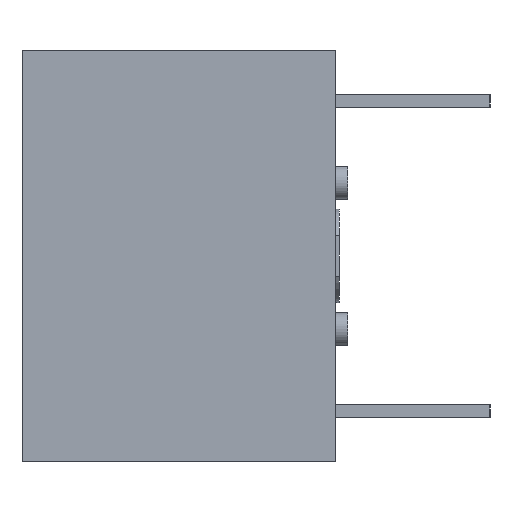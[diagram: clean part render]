
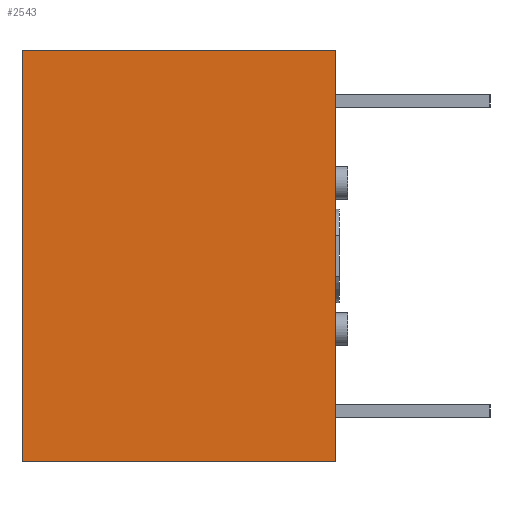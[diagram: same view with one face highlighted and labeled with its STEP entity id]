
A CAD part, left-side view. The second image highlights one B-rep face of the part: STEP entity #2543.
In plain terms, the highlighted planar face has unit normal (-1, 0, 0).
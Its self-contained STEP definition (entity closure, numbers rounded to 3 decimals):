
#866 = CARTESIAN_POINT ( 'NONE',  ( -1.21, 0.3, -8.86 ) ) ;
#920 = LINE ( 'NONE', #921, #922 ) ;
#921 = CARTESIAN_POINT ( 'NONE',  ( -1.21, 0.3, -8.86 ) ) ;
#922 = VECTOR ( 'NONE', #923, 1000. ) ;
#923 = DIRECTION ( 'NONE',  ( 0., 0., 1. ) ) ;
#1080 = LINE ( 'NONE', #1081, #1082 ) ;
#1081 = CARTESIAN_POINT ( 'NONE',  ( -1.21, 8., -8.86 ) ) ;
#1082 = VECTOR ( 'NONE', #1083, 1000. ) ;
#1083 = DIRECTION ( 'NONE',  ( 0., 0., 1. ) ) ;
#1228 = CARTESIAN_POINT ( 'NONE',  ( -1.21, 0.3, 1.24 ) ) ;
#1422 = LINE ( 'NONE', #1423, #1424 ) ;
#1423 = CARTESIAN_POINT ( 'NONE',  ( -1.21, 8., 1.24 ) ) ;
#1424 = VECTOR ( 'NONE', #1425, 1000. ) ;
#1425 = DIRECTION ( 'NONE',  ( 0., -1., 0. ) ) ;
#1481 = FACE_OUTER_BOUND ( 'NONE', #2125, .T. ) ;
#1501 = PLANE ( 'NONE',  #1502 ) ;
#1502 = AXIS2_PLACEMENT_3D ( 'NONE', #1503, #1504, #1505 ) ;
#1503 = CARTESIAN_POINT ( 'NONE',  ( -1.21, 8., -8.86 ) ) ;
#1504 = DIRECTION ( 'NONE',  ( 1., 0., 0. ) ) ;
#1505 = DIRECTION ( 'NONE',  ( 0., 0., -1. ) ) ;
#1526 = VERTEX_POINT ( 'NONE', #1608 ) ;
#1608 = CARTESIAN_POINT ( 'NONE',  ( -1.21, 8., 1.24 ) ) ;
#1620 = CARTESIAN_POINT ( 'NONE',  ( -1.21, 8., -8.86 ) ) ;
#1652 = ORIENTED_EDGE ( 'NONE', *, *, #2486, .F. ) ;
#1988 = LINE ( 'NONE', #1989, #1990 ) ;
#1989 = CARTESIAN_POINT ( 'NONE',  ( -1.21, 8., -8.86 ) ) ;
#1990 = VECTOR ( 'NONE', #1991, 1000. ) ;
#1991 = DIRECTION ( 'NONE',  ( 0., -1., 0. ) ) ;
#2100 = EDGE_CURVE ( 'NONE', #2579, #2466, #1988, .T. ) ;
#2125 = EDGE_LOOP ( 'NONE', ( #2457, #2441, #1652, #2353 ) ) ;
#2227 = VERTEX_POINT ( 'NONE', #1228 ) ;
#2353 = ORIENTED_EDGE ( 'NONE', *, *, #2100, .T. ) ;
#2441 = ORIENTED_EDGE ( 'NONE', *, *, #2526, .F. ) ;
#2457 = ORIENTED_EDGE ( 'NONE', *, *, #2471, .T. ) ;
#2466 = VERTEX_POINT ( 'NONE', #866 ) ;
#2471 = EDGE_CURVE ( 'NONE', #2466, #2227, #920, .T. ) ;
#2486 = EDGE_CURVE ( 'NONE', #2579, #1526, #1080, .T. ) ;
#2526 = EDGE_CURVE ( 'NONE', #1526, #2227, #1422, .T. ) ;
#2543 = ADVANCED_FACE ( 'NONE', ( #1481 ), #1501, .F. ) ;
#2579 = VERTEX_POINT ( 'NONE', #1620 ) ;
